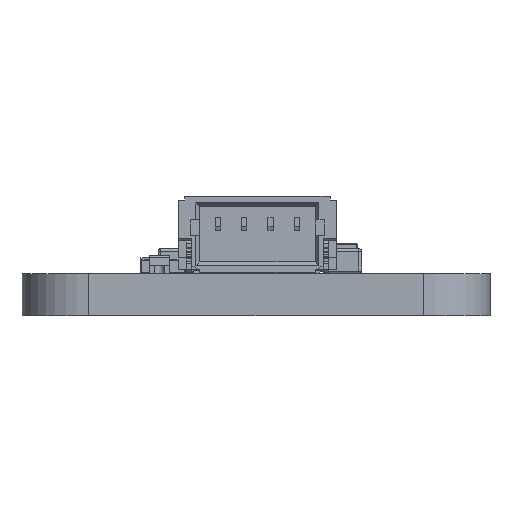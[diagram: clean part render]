
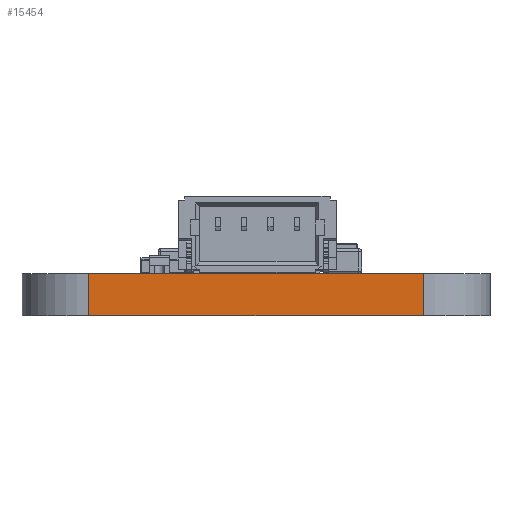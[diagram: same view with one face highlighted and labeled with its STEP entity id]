
A CAD part, left-side view. The second image highlights one B-rep face of the part: STEP entity #15454.
In plain terms, the highlighted planar face has unit normal (-1, 0, 0).
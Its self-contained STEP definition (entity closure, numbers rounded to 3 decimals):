
#960=PLANE('',#16681);
#1543=FACE_OUTER_BOUND('',#2445,.T.);
#2445=EDGE_LOOP('',(#10814,#10815,#10816,#10817));
#3409=LINE('',#22334,#5033);
#3410=LINE('',#22336,#5034);
#3411=LINE('',#22338,#5035);
#3412=LINE('',#22339,#5036);
#5033=VECTOR('',#18099,10.);
#5034=VECTOR('',#18100,10.);
#5035=VECTOR('',#18101,10.);
#5036=VECTOR('',#18102,10.);
#7078=VERTEX_POINT('',#22332);
#7079=VERTEX_POINT('',#22333);
#7080=VERTEX_POINT('',#22335);
#7081=VERTEX_POINT('',#22337);
#8542=EDGE_CURVE('',#7078,#7079,#3409,.T.);
#8543=EDGE_CURVE('',#7079,#7080,#3410,.T.);
#8544=EDGE_CURVE('',#7081,#7080,#3411,.T.);
#8545=EDGE_CURVE('',#7078,#7081,#3412,.T.);
#10814=ORIENTED_EDGE('',*,*,#8542,.T.);
#10815=ORIENTED_EDGE('',*,*,#8543,.T.);
#10816=ORIENTED_EDGE('',*,*,#8544,.F.);
#10817=ORIENTED_EDGE('',*,*,#8545,.F.);
#15454=ADVANCED_FACE('',(#1543),#960,.T.);
#16681=AXIS2_PLACEMENT_3D('',#22331,#18097,#18098);
#18097=DIRECTION('center_axis',(-1.,0.,0.));
#18098=DIRECTION('ref_axis',(0.,-1.,0.));
#18099=DIRECTION('',(0.,-1.,0.));
#18100=DIRECTION('',(0.,0.,1.));
#18101=DIRECTION('',(0.,-1.,0.));
#18102=DIRECTION('',(0.,0.,1.));
#22331=CARTESIAN_POINT('Origin',(-12.7,6.35,0.));
#22332=CARTESIAN_POINT('',(-12.7,6.35,0.));
#22333=CARTESIAN_POINT('',(-12.7,-6.35,0.));
#22334=CARTESIAN_POINT('',(-12.7,6.35,0.));
#22335=CARTESIAN_POINT('',(-12.7,-6.35,1.6));
#22336=CARTESIAN_POINT('',(-12.7,-6.35,0.));
#22337=CARTESIAN_POINT('',(-12.7,6.35,1.6));
#22338=CARTESIAN_POINT('',(-12.7,6.35,1.6));
#22339=CARTESIAN_POINT('',(-12.7,6.35,0.));
